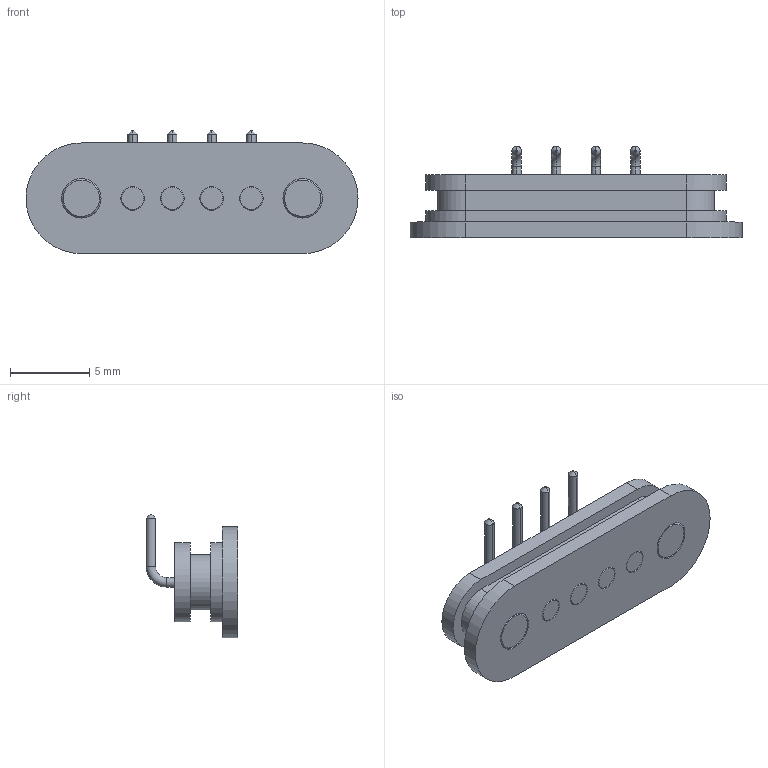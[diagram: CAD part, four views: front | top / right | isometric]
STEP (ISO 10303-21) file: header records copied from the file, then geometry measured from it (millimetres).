
FILE_DESCRIPTION (( 'STEP AP214' ), '1' );
FILE_NAME ('Pogo connector.STEP', '2021-12-01T22:57:27', ( '' ), ( '' ), 'SwSTEP 2.0', 'SolidWorks 2019', '' );
FILE_SCHEMA (( 'AUTOMOTIVE_DESIGN' ));
Length unit declared in the file: millimetre
Products named in the file (4): Pogo connector; pogo pin; pogo magnet
Assembly tree (7 placements, depth 2):
  Pogo connector
    Pogo connector
    pogo magnet  x2
    pogo pin  x4
Bounding box: 21 x 5.8 x 7.8 mm (x, y, z)
Volume: 374.5 mm3; surface area: 828.1 mm2
Topology: 7 solids, 7 shells, 117 faces, 240 edges, 144 vertices
Faces by surface type: cylinder 48, cone 32, plane 29, torus 8
Entity records: 1840 total; most frequent: DIRECTION 334, CARTESIAN_POINT 280, ORIENTED_EDGE 260, AXIS2_PLACEMENT_3D 136, EDGE_CURVE 130, VERTEX_POINT 82, EDGE_LOOP 74, CIRCLE 68
